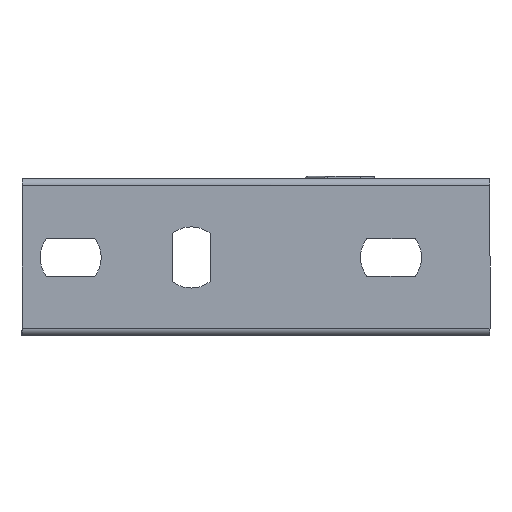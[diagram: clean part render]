
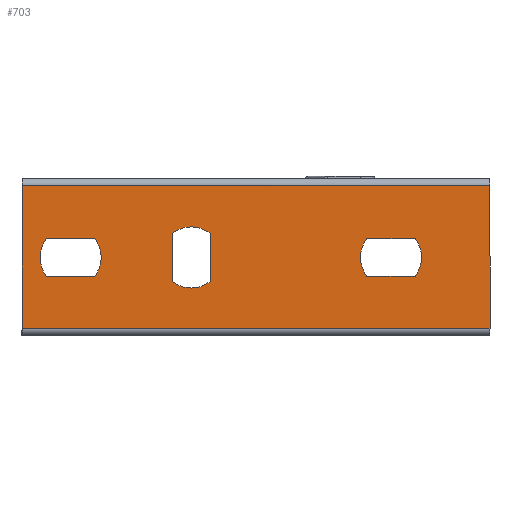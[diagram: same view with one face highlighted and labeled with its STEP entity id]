
A CAD part, left-side view. The second image highlights one B-rep face of the part: STEP entity #703.
In plain terms, the highlighted planar face has unit normal (-1, 0, 0).
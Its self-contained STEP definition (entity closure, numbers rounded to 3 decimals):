
#2 = CIRCLE ( 'NONE', #3828, 8.5 ) ;
#5 = VECTOR ( 'NONE', #1976, 1000. ) ;
#6 = LINE ( 'NONE', #1977, #5 ) ;
#11 = VECTOR ( 'NONE', #2032, 1000. ) ;
#12 = CIRCLE ( 'NONE', #3830, 8.5 ) ;
#29 = CIRCLE ( 'NONE', #3831, 8.5 ) ;
#30 = VECTOR ( 'NONE', #2048, 1000. ) ;
#33 = LINE ( 'NONE', #2049, #30 ) ;
#36 = LINE ( 'NONE', #2043, #11 ) ;
#37 = CIRCLE ( 'NONE', #3832, 8.5 ) ;
#393 = EDGE_LOOP ( 'NONE', ( #2497, #2498, #2499, #2500 ) ) ;
#407 = EDGE_LOOP ( 'NONE', ( #2501, #2502, #2503, #2505 ) ) ;
#417 = EDGE_LOOP ( 'NONE', ( #2506, #2507, #2508, #2509 ) ) ;
#419 = EDGE_LOOP ( 'NONE', ( #2510, #2512, #2513, #2514 ) ) ;
#703 = ADVANCED_FACE ( 'NONE', ( #3064, #3056, #3061, #3057 ), #1203, .F. ) ;
#822 = CARTESIAN_POINT ( 'NONE',  ( -1.5, 109.815, 26.964 ) ) ;
#829 = CARTESIAN_POINT ( 'NONE',  ( -1.5, 130., 41.714 ) ) ;
#835 = CARTESIAN_POINT ( 'NONE',  ( -1.5, 0., 2. ) ) ;
#837 = CARTESIAN_POINT ( 'NONE',  ( -1.5, 0., 41.715 ) ) ;
#841 = CARTESIAN_POINT ( 'NONE',  ( -1.5, 123.185, 16.464 ) ) ;
#863 = CARTESIAN_POINT ( 'NONE',  ( -1.5, 130., 2. ) ) ;
#864 = CARTESIAN_POINT ( 'NONE',  ( -1.5, 77.75, 15.03 ) ) ;
#865 = CARTESIAN_POINT ( 'NONE',  ( -1.5, 88.25, 15.03 ) ) ;
#868 = CARTESIAN_POINT ( 'NONE',  ( -1.5, 77.75, 28.399 ) ) ;
#869 = CARTESIAN_POINT ( 'NONE',  ( -1.5, 20.815, 16.465 ) ) ;
#870 = CARTESIAN_POINT ( 'NONE',  ( -1.5, 88.25, 28.399 ) ) ;
#873 = CARTESIAN_POINT ( 'NONE',  ( -1.5, 20.815, 26.965 ) ) ;
#875 = CARTESIAN_POINT ( 'NONE',  ( -1.5, 109.815, 16.464 ) ) ;
#876 = CARTESIAN_POINT ( 'NONE',  ( -1.5, 123.185, 26.964 ) ) ;
#877 = CARTESIAN_POINT ( 'NONE',  ( -1.5, 34.185, 26.965 ) ) ;
#881 = CARTESIAN_POINT ( 'NONE',  ( -1.5, 34.185, 16.465 ) ) ;
#1202 = DIRECTION ( 'NONE',  ( 0., 0., -1. ) ) ;
#1203 = PLANE ( 'NONE',  #1649 ) ;
#1204 = CARTESIAN_POINT ( 'NONE',  ( -1.5, 47.5, 69.215 ) ) ;
#1209 = DIRECTION ( 'NONE',  ( 1., 0., 0. ) ) ;
#1649 = AXIS2_PLACEMENT_3D ( 'NONE', #1204, #1209, #1202 ) ;
#1901 = DIRECTION ( 'NONE',  ( 0., 0., 1. ) ) ;
#1902 = DIRECTION ( 'NONE',  ( 0., 1., 0. ) ) ;
#1903 = DIRECTION ( 'NONE',  ( 0., 1., 0. ) ) ;
#1905 = CARTESIAN_POINT ( 'NONE',  ( -1.5, 47.5, 2. ) ) ;
#1906 = DIRECTION ( 'NONE',  ( 0., 0., -1. ) ) ;
#1908 = CARTESIAN_POINT ( 'NONE',  ( -1.5, 130., -13.285 ) ) ;
#1913 = DIRECTION ( 'NONE',  ( 0., -1., 0. ) ) ;
#1914 = CARTESIAN_POINT ( 'NONE',  ( -1.5, 123.185, 26.964 ) ) ;
#1939 = CARTESIAN_POINT ( 'NONE',  ( -1.5, 47.5, 41.715 ) ) ;
#1940 = CARTESIAN_POINT ( 'NONE',  ( -1.5, 0., 66.715 ) ) ;
#1941 = DIRECTION ( 'NONE',  ( 0., 0., -1. ) ) ;
#1942 = DIRECTION ( 'NONE',  ( 1., 0., 0. ) ) ;
#1943 = CARTESIAN_POINT ( 'NONE',  ( -1.5, 116.5, 21.714 ) ) ;
#1953 = DIRECTION ( 'NONE',  ( 0., 1., 0. ) ) ;
#1954 = CARTESIAN_POINT ( 'NONE',  ( -1.5, 123.185, 16.464 ) ) ;
#1957 = DIRECTION ( 'NONE',  ( 0., 0., -1. ) ) ;
#1958 = DIRECTION ( 'NONE',  ( 1., 0., 0. ) ) ;
#1959 = CARTESIAN_POINT ( 'NONE',  ( -1.5, 116.5, 21.714 ) ) ;
#1962 = DIRECTION ( 'NONE',  ( 0., -1., 0. ) ) ;
#1963 = CARTESIAN_POINT ( 'NONE',  ( -1.5, 34.185, 26.965 ) ) ;
#1966 = DIRECTION ( 'NONE',  ( 0., 0., -1. ) ) ;
#1968 = DIRECTION ( 'NONE',  ( 1., 0., 0. ) ) ;
#1969 = CARTESIAN_POINT ( 'NONE',  ( -1.5, 27.5, 21.715 ) ) ;
#1976 = DIRECTION ( 'NONE',  ( 0., 1., 0. ) ) ;
#1977 = CARTESIAN_POINT ( 'NONE',  ( -1.5, 34.185, 16.465 ) ) ;
#2023 = DIRECTION ( 'NONE',  ( 0., 0., -1. ) ) ;
#2025 = DIRECTION ( 'NONE',  ( 1., 0., 0. ) ) ;
#2026 = CARTESIAN_POINT ( 'NONE',  ( -1.5, 27.5, 21.715 ) ) ;
#2032 = DIRECTION ( 'NONE',  ( 0., 0., -1. ) ) ;
#2039 = DIRECTION ( 'NONE',  ( 0., 0., -1. ) ) ;
#2041 = DIRECTION ( 'NONE',  ( 1., 0., 0. ) ) ;
#2042 = CARTESIAN_POINT ( 'NONE',  ( -1.5, 83., 21.714 ) ) ;
#2043 = CARTESIAN_POINT ( 'NONE',  ( -1.5, 77.75, 28.399 ) ) ;
#2048 = DIRECTION ( 'NONE',  ( 0., 0., 1. ) ) ;
#2049 = CARTESIAN_POINT ( 'NONE',  ( -1.5, 88.25, 28.399 ) ) ;
#2054 = DIRECTION ( 'NONE',  ( 0., 0., -1. ) ) ;
#2055 = DIRECTION ( 'NONE',  ( 1., 0., 0. ) ) ;
#2056 = CARTESIAN_POINT ( 'NONE',  ( -1.5, 83., 21.714 ) ) ;
#2497 = ORIENTED_EDGE ( 'NONE', *, *, #3647, .F. ) ;
#2498 = ORIENTED_EDGE ( 'NONE', *, *, #3646, .F. ) ;
#2499 = ORIENTED_EDGE ( 'NONE', *, *, #3648, .T. ) ;
#2500 = ORIENTED_EDGE ( 'NONE', *, *, #3649, .F. ) ;
#2501 = ORIENTED_EDGE ( 'NONE', *, *, #3620, .T. ) ;
#2502 = ORIENTED_EDGE ( 'NONE', *, *, #3623, .T. ) ;
#2503 = ORIENTED_EDGE ( 'NONE', *, *, #3615, .T. ) ;
#2505 = ORIENTED_EDGE ( 'NONE', *, *, #3618, .T. ) ;
#2506 = ORIENTED_EDGE ( 'NONE', *, *, #3631, .T. ) ;
#2507 = ORIENTED_EDGE ( 'NONE', *, *, #3633, .T. ) ;
#2508 = ORIENTED_EDGE ( 'NONE', *, *, #3624, .T. ) ;
#2509 = ORIENTED_EDGE ( 'NONE', *, *, #3628, .T. ) ;
#2510 = ORIENTED_EDGE ( 'NONE', *, *, #3640, .T. ) ;
#2512 = ORIENTED_EDGE ( 'NONE', *, *, #3643, .T. ) ;
#2513 = ORIENTED_EDGE ( 'NONE', *, *, #3634, .T. ) ;
#2514 = ORIENTED_EDGE ( 'NONE', *, *, #3637, .T. ) ;
#3056 = FACE_BOUND ( 'NONE', #407, .T. ) ;
#3057 = FACE_BOUND ( 'NONE', #419, .T. ) ;
#3061 = FACE_BOUND ( 'NONE', #417, .T. ) ;
#3064 = FACE_OUTER_BOUND ( 'NONE', #393, .T. ) ;
#3167 = VERTEX_POINT ( 'NONE', #876 ) ;
#3169 = VERTEX_POINT ( 'NONE', #881 ) ;
#3170 = VERTEX_POINT ( 'NONE', #875 ) ;
#3171 = VERTEX_POINT ( 'NONE', #873 ) ;
#3174 = VERTEX_POINT ( 'NONE', #877 ) ;
#3176 = VERTEX_POINT ( 'NONE', #870 ) ;
#3177 = VERTEX_POINT ( 'NONE', #869 ) ;
#3178 = VERTEX_POINT ( 'NONE', #868 ) ;
#3181 = VERTEX_POINT ( 'NONE', #865 ) ;
#3182 = VERTEX_POINT ( 'NONE', #864 ) ;
#3183 = VERTEX_POINT ( 'NONE', #863 ) ;
#3205 = VERTEX_POINT ( 'NONE', #841 ) ;
#3209 = VERTEX_POINT ( 'NONE', #837 ) ;
#3210 = VERTEX_POINT ( 'NONE', #835 ) ;
#3216 = VERTEX_POINT ( 'NONE', #829 ) ;
#3223 = VERTEX_POINT ( 'NONE', #822 ) ;
#3408 = VECTOR ( 'NONE', #1901, 1000. ) ;
#3410 = VECTOR ( 'NONE', #1902, 1000. ) ;
#3412 = VECTOR ( 'NONE', #1903, 1000. ) ;
#3413 = LINE ( 'NONE', #1908, #3408 ) ;
#3414 = VECTOR ( 'NONE', #1906, 1000. ) ;
#3415 = LINE ( 'NONE', #1905, #3412 ) ;
#3417 = LINE ( 'NONE', #1939, #3410 ) ;
#3420 = VECTOR ( 'NONE', #1913, 1000. ) ;
#3421 = LINE ( 'NONE', #1914, #3420 ) ;
#3426 = LINE ( 'NONE', #1940, #3414 ) ;
#3429 = VECTOR ( 'NONE', #1953, 1000. ) ;
#3432 = LINE ( 'NONE', #1954, #3429 ) ;
#3435 = CIRCLE ( 'NONE', #3824, 8.5 ) ;
#3437 = VECTOR ( 'NONE', #1962, 1000. ) ;
#3438 = CIRCLE ( 'NONE', #3827, 8.5 ) ;
#3441 = LINE ( 'NONE', #1963, #3437 ) ;
#3615 = EDGE_CURVE ( 'NONE', #3182, #3181, #37, .T. ) ;
#3618 = EDGE_CURVE ( 'NONE', #3181, #3176, #33, .T. ) ;
#3620 = EDGE_CURVE ( 'NONE', #3176, #3178, #29, .T. ) ;
#3623 = EDGE_CURVE ( 'NONE', #3178, #3182, #36, .T. ) ;
#3624 = EDGE_CURVE ( 'NONE', #3171, #3177, #12, .T. ) ;
#3628 = EDGE_CURVE ( 'NONE', #3177, #3169, #6, .T. ) ;
#3631 = EDGE_CURVE ( 'NONE', #3169, #3174, #2, .T. ) ;
#3633 = EDGE_CURVE ( 'NONE', #3174, #3171, #3441, .T. ) ;
#3634 = EDGE_CURVE ( 'NONE', #3223, #3170, #3438, .T. ) ;
#3637 = EDGE_CURVE ( 'NONE', #3170, #3205, #3432, .T. ) ;
#3640 = EDGE_CURVE ( 'NONE', #3205, #3167, #3435, .T. ) ;
#3643 = EDGE_CURVE ( 'NONE', #3167, #3223, #3421, .T. ) ;
#3646 = EDGE_CURVE ( 'NONE', #3209, #3210, #3426, .T. ) ;
#3647 = EDGE_CURVE ( 'NONE', #3210, #3183, #3415, .T. ) ;
#3648 = EDGE_CURVE ( 'NONE', #3209, #3216, #3417, .T. ) ;
#3649 = EDGE_CURVE ( 'NONE', #3183, #3216, #3413, .T. ) ;
#3824 = AXIS2_PLACEMENT_3D ( 'NONE', #1943, #1942, #1941 ) ;
#3827 = AXIS2_PLACEMENT_3D ( 'NONE', #1959, #1958, #1957 ) ;
#3828 = AXIS2_PLACEMENT_3D ( 'NONE', #1969, #1968, #1966 ) ;
#3830 = AXIS2_PLACEMENT_3D ( 'NONE', #2026, #2025, #2023 ) ;
#3831 = AXIS2_PLACEMENT_3D ( 'NONE', #2042, #2041, #2039 ) ;
#3832 = AXIS2_PLACEMENT_3D ( 'NONE', #2056, #2055, #2054 ) ;
